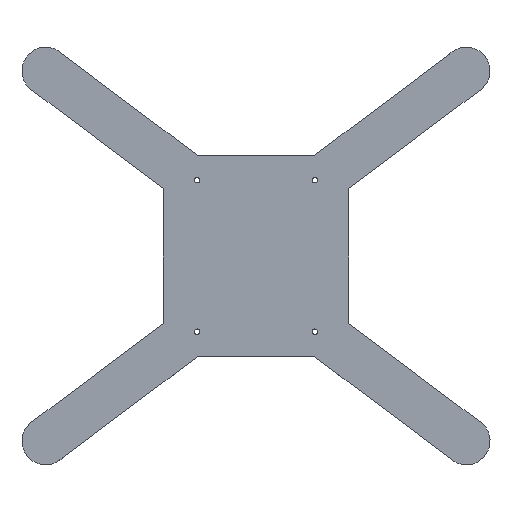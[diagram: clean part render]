
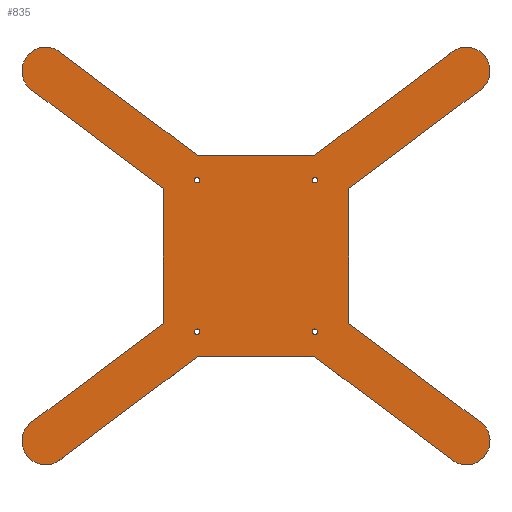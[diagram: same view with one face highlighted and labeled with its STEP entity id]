
A CAD part, top view. The second image highlights one B-rep face of the part: STEP entity #835.
In plain terms, the highlighted planar face has unit normal (0, 0, 1).
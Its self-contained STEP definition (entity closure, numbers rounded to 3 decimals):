
#42 = VERTEX_POINT('',#43);
#43 = CARTESIAN_POINT('',(115.268,120.264,1.6));
#49 = EDGE_CURVE('',#42,#50,#52,.T.);
#50 = VERTEX_POINT('',#51);
#51 = CARTESIAN_POINT('',(135.,100.,1.6));
#52 = CIRCLE('',#53,14.143);
#53 = AXIS2_PLACEMENT_3D('',#54,#55,#56);
#54 = CARTESIAN_POINT('',(125.,110.002,1.6));
#55 = DIRECTION('',(0.,0.,-1.));
#56 = DIRECTION('',(-0.688,0.726,-0.));
#82 = EDGE_CURVE('',#50,#83,#85,.T.);
#83 = VERTEX_POINT('',#84);
#84 = CARTESIAN_POINT('',(55.,40.,1.6));
#85 = LINE('',#86,#87);
#86 = CARTESIAN_POINT('',(135.,100.,1.6));
#87 = VECTOR('',#88,1.);
#88 = DIRECTION('',(-0.8,-0.6,0.));
#113 = EDGE_CURVE('',#83,#114,#116,.T.);
#114 = VERTEX_POINT('',#115);
#115 = CARTESIAN_POINT('',(55.,-40.,1.6));
#116 = LINE('',#117,#118);
#117 = CARTESIAN_POINT('',(55.,40.,1.6));
#118 = VECTOR('',#119,1.);
#119 = DIRECTION('',(0.,-1.,0.));
#144 = EDGE_CURVE('',#114,#145,#147,.T.);
#145 = VERTEX_POINT('',#146);
#146 = CARTESIAN_POINT('',(135.,-100.,1.6));
#147 = LINE('',#148,#149);
#148 = CARTESIAN_POINT('',(55.,-40.,1.6));
#149 = VECTOR('',#150,1.);
#150 = DIRECTION('',(0.8,-0.6,0.));
#175 = EDGE_CURVE('',#145,#176,#178,.T.);
#176 = VERTEX_POINT('',#177);
#177 = CARTESIAN_POINT('',(135.264,-100.268,1.6));
#178 = LINE('',#179,#180);
#179 = CARTESIAN_POINT('',(135.,-100.,1.6));
#180 = VECTOR('',#181,1.);
#181 = DIRECTION('',(0.702,-0.712,0.));
#206 = EDGE_CURVE('',#176,#207,#209,.T.);
#207 = VERTEX_POINT('',#208);
#208 = CARTESIAN_POINT('',(115.,-120.,1.6));
#209 = CIRCLE('',#210,14.143);
#210 = AXIS2_PLACEMENT_3D('',#211,#212,#213);
#211 = CARTESIAN_POINT('',(125.002,-110.,1.6));
#212 = DIRECTION('',(0.,0.,-1.));
#213 = DIRECTION('',(0.726,0.688,0.));
#239 = EDGE_CURVE('',#207,#240,#242,.T.);
#240 = VERTEX_POINT('',#241);
#241 = CARTESIAN_POINT('',(35.,-60.,1.6));
#242 = LINE('',#243,#244);
#243 = CARTESIAN_POINT('',(115.,-120.,1.6));
#244 = VECTOR('',#245,1.);
#245 = DIRECTION('',(-0.8,0.6,0.));
#270 = EDGE_CURVE('',#240,#271,#273,.T.);
#271 = VERTEX_POINT('',#272);
#272 = CARTESIAN_POINT('',(-35.,-60.,1.6));
#273 = LINE('',#274,#275);
#274 = CARTESIAN_POINT('',(35.,-60.,1.6));
#275 = VECTOR('',#276,1.);
#276 = DIRECTION('',(-1.,0.,0.));
#301 = EDGE_CURVE('',#271,#302,#304,.T.);
#302 = VERTEX_POINT('',#303);
#303 = CARTESIAN_POINT('',(-115.,-120.,1.6));
#304 = LINE('',#305,#306);
#305 = CARTESIAN_POINT('',(-35.,-60.,1.6));
#306 = VECTOR('',#307,1.);
#307 = DIRECTION('',(-0.8,-0.6,0.));
#332 = EDGE_CURVE('',#302,#333,#335,.T.);
#333 = VERTEX_POINT('',#334);
#334 = CARTESIAN_POINT('',(-115.268,-120.264,1.6));
#335 = LINE('',#336,#337);
#336 = CARTESIAN_POINT('',(-115.,-120.,1.6));
#337 = VECTOR('',#338,1.);
#338 = DIRECTION('',(-0.712,-0.702,0.));
#363 = EDGE_CURVE('',#333,#364,#366,.T.);
#364 = VERTEX_POINT('',#365);
#365 = CARTESIAN_POINT('',(-135.,-100.,1.6));
#366 = CIRCLE('',#367,14.143);
#367 = AXIS2_PLACEMENT_3D('',#368,#369,#370);
#368 = CARTESIAN_POINT('',(-125.,-110.002,1.6));
#369 = DIRECTION('',(0.,0.,-1.));
#370 = DIRECTION('',(0.688,-0.726,0.));
#396 = EDGE_CURVE('',#364,#397,#399,.T.);
#397 = VERTEX_POINT('',#398);
#398 = CARTESIAN_POINT('',(-55.,-40.,1.6));
#399 = LINE('',#400,#401);
#400 = CARTESIAN_POINT('',(-135.,-100.,1.6));
#401 = VECTOR('',#402,1.);
#402 = DIRECTION('',(0.8,0.6,0.));
#427 = EDGE_CURVE('',#397,#428,#430,.T.);
#428 = VERTEX_POINT('',#429);
#429 = CARTESIAN_POINT('',(-55.,40.,1.6));
#430 = LINE('',#431,#432);
#431 = CARTESIAN_POINT('',(-55.,-40.,1.6));
#432 = VECTOR('',#433,1.);
#433 = DIRECTION('',(0.,1.,0.));
#458 = EDGE_CURVE('',#428,#459,#461,.T.);
#459 = VERTEX_POINT('',#460);
#460 = CARTESIAN_POINT('',(-135.,100.,1.6));
#461 = LINE('',#462,#463);
#462 = CARTESIAN_POINT('',(-55.,40.,1.6));
#463 = VECTOR('',#464,1.);
#464 = DIRECTION('',(-0.8,0.6,0.));
#489 = EDGE_CURVE('',#459,#490,#492,.T.);
#490 = VERTEX_POINT('',#491);
#491 = CARTESIAN_POINT('',(-135.264,100.268,1.6));
#492 = LINE('',#493,#494);
#493 = CARTESIAN_POINT('',(-135.,100.,1.6));
#494 = VECTOR('',#495,1.);
#495 = DIRECTION('',(-0.702,0.712,0.));
#520 = EDGE_CURVE('',#490,#521,#523,.T.);
#521 = VERTEX_POINT('',#522);
#522 = CARTESIAN_POINT('',(-115.,120.,1.6));
#523 = CIRCLE('',#524,14.143);
#524 = AXIS2_PLACEMENT_3D('',#525,#526,#527);
#525 = CARTESIAN_POINT('',(-125.002,110.,1.6));
#526 = DIRECTION('',(0.,0.,-1.));
#527 = DIRECTION('',(-0.726,-0.688,-0.));
#553 = EDGE_CURVE('',#521,#554,#556,.T.);
#554 = VERTEX_POINT('',#555);
#555 = CARTESIAN_POINT('',(-35.,60.,1.6));
#556 = LINE('',#557,#558);
#557 = CARTESIAN_POINT('',(-115.,120.,1.6));
#558 = VECTOR('',#559,1.);
#559 = DIRECTION('',(0.8,-0.6,0.));
#584 = EDGE_CURVE('',#554,#585,#587,.T.);
#585 = VERTEX_POINT('',#586);
#586 = CARTESIAN_POINT('',(35.,60.,1.6));
#587 = LINE('',#588,#589);
#588 = CARTESIAN_POINT('',(-35.,60.,1.6));
#589 = VECTOR('',#590,1.);
#590 = DIRECTION('',(1.,0.,0.));
#615 = EDGE_CURVE('',#585,#616,#618,.T.);
#616 = VERTEX_POINT('',#617);
#617 = CARTESIAN_POINT('',(115.,120.,1.6));
#618 = LINE('',#619,#620);
#619 = CARTESIAN_POINT('',(35.,60.,1.6));
#620 = VECTOR('',#621,1.);
#621 = DIRECTION('',(0.8,0.6,0.));
#646 = EDGE_CURVE('',#616,#42,#647,.T.);
#647 = LINE('',#648,#649);
#648 = CARTESIAN_POINT('',(115.,120.,1.6));
#649 = VECTOR('',#650,1.);
#650 = DIRECTION('',(0.712,0.702,0.));
#670 = VERTEX_POINT('',#671);
#671 = CARTESIAN_POINT('',(-33.4,-45.,1.6));
#677 = EDGE_CURVE('',#670,#670,#678,.T.);
#678 = CIRCLE('',#679,1.6);
#679 = AXIS2_PLACEMENT_3D('',#680,#681,#682);
#680 = CARTESIAN_POINT('',(-35.,-45.,1.6));
#681 = DIRECTION('',(0.,0.,1.));
#682 = DIRECTION('',(1.,0.,-0.));
#703 = VERTEX_POINT('',#704);
#704 = CARTESIAN_POINT('',(36.6,-45.,1.6));
#710 = EDGE_CURVE('',#703,#703,#711,.T.);
#711 = CIRCLE('',#712,1.6);
#712 = AXIS2_PLACEMENT_3D('',#713,#714,#715);
#713 = CARTESIAN_POINT('',(35.,-45.,1.6));
#714 = DIRECTION('',(0.,0.,1.));
#715 = DIRECTION('',(1.,0.,-0.));
#736 = VERTEX_POINT('',#737);
#737 = CARTESIAN_POINT('',(-33.4,45.,1.6));
#743 = EDGE_CURVE('',#736,#736,#744,.T.);
#744 = CIRCLE('',#745,1.6);
#745 = AXIS2_PLACEMENT_3D('',#746,#747,#748);
#746 = CARTESIAN_POINT('',(-35.,45.,1.6));
#747 = DIRECTION('',(0.,0.,1.));
#748 = DIRECTION('',(1.,0.,-0.));
#769 = VERTEX_POINT('',#770);
#770 = CARTESIAN_POINT('',(36.6,45.,1.6));
#776 = EDGE_CURVE('',#769,#769,#777,.T.);
#777 = CIRCLE('',#778,1.6);
#778 = AXIS2_PLACEMENT_3D('',#779,#780,#781);
#779 = CARTESIAN_POINT('',(35.,45.,1.6));
#780 = DIRECTION('',(0.,0.,1.));
#781 = DIRECTION('',(1.,0.,-0.));
#835 = ADVANCED_FACE('',(#836,#858,#861,#864,#867),#870,.T.);
#836 = FACE_BOUND('',#837,.F.);
#837 = EDGE_LOOP('',(#838,#839,#840,#841,#842,#843,#844,#845,#846,#847,
    #848,#849,#850,#851,#852,#853,#854,#855,#856,#857));
#838 = ORIENTED_EDGE('',*,*,#49,.T.);
#839 = ORIENTED_EDGE('',*,*,#82,.T.);
#840 = ORIENTED_EDGE('',*,*,#113,.T.);
#841 = ORIENTED_EDGE('',*,*,#144,.T.);
#842 = ORIENTED_EDGE('',*,*,#175,.T.);
#843 = ORIENTED_EDGE('',*,*,#206,.T.);
#844 = ORIENTED_EDGE('',*,*,#239,.T.);
#845 = ORIENTED_EDGE('',*,*,#270,.T.);
#846 = ORIENTED_EDGE('',*,*,#301,.T.);
#847 = ORIENTED_EDGE('',*,*,#332,.T.);
#848 = ORIENTED_EDGE('',*,*,#363,.T.);
#849 = ORIENTED_EDGE('',*,*,#396,.T.);
#850 = ORIENTED_EDGE('',*,*,#427,.T.);
#851 = ORIENTED_EDGE('',*,*,#458,.T.);
#852 = ORIENTED_EDGE('',*,*,#489,.T.);
#853 = ORIENTED_EDGE('',*,*,#520,.T.);
#854 = ORIENTED_EDGE('',*,*,#553,.T.);
#855 = ORIENTED_EDGE('',*,*,#584,.T.);
#856 = ORIENTED_EDGE('',*,*,#615,.T.);
#857 = ORIENTED_EDGE('',*,*,#646,.T.);
#858 = FACE_BOUND('',#859,.F.);
#859 = EDGE_LOOP('',(#860));
#860 = ORIENTED_EDGE('',*,*,#677,.T.);
#861 = FACE_BOUND('',#862,.F.);
#862 = EDGE_LOOP('',(#863));
#863 = ORIENTED_EDGE('',*,*,#710,.T.);
#864 = FACE_BOUND('',#865,.F.);
#865 = EDGE_LOOP('',(#866));
#866 = ORIENTED_EDGE('',*,*,#743,.T.);
#867 = FACE_BOUND('',#868,.F.);
#868 = EDGE_LOOP('',(#869));
#869 = ORIENTED_EDGE('',*,*,#776,.T.);
#870 = PLANE('',#871);
#871 = AXIS2_PLACEMENT_3D('',#872,#873,#874);
#872 = CARTESIAN_POINT('',(0.,0.,1.6));
#873 = DIRECTION('',(0.,0.,1.));
#874 = DIRECTION('',(1.,0.,-0.));
